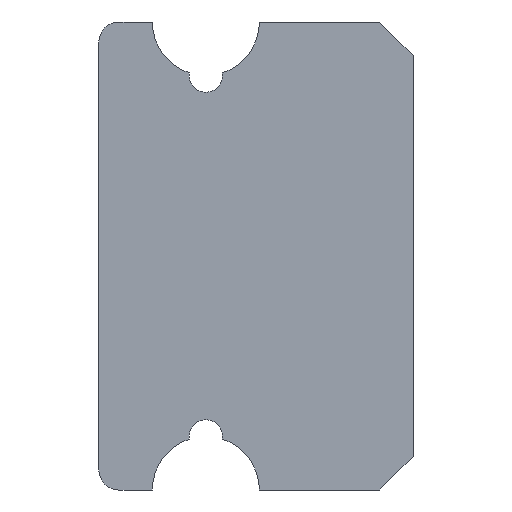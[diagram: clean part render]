
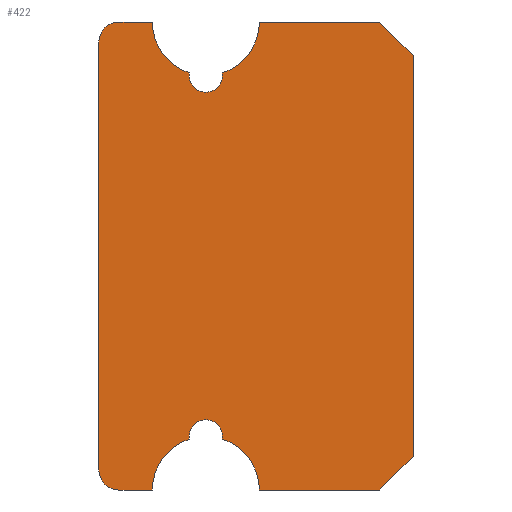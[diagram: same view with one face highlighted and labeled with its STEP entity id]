
A CAD part, left-side view. The second image highlights one B-rep face of the part: STEP entity #422.
In plain terms, the highlighted planar face has unit normal (-1, 0, 0).
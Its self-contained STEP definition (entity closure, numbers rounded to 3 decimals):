
#119 = CIRCLE ( 'NONE', #124, 0.25 ) ;
#120 = CARTESIAN_POINT ( 'NONE',  ( -50., 3.1, 2.45 ) ) ;
#121 = DIRECTION ( 'NONE',  ( 0., 0., 1. ) ) ;
#122 = DIRECTION ( 'NONE',  ( 1., 0., 0. ) ) ;
#123 = CARTESIAN_POINT ( 'NONE',  ( -50., 3.1, 2.7 ) ) ;
#124 = AXIS2_PLACEMENT_3D ( 'NONE', #123, #122, #121 ) ;
#125 = CARTESIAN_POINT ( 'NONE',  ( -50., 3.347, 2.739 ) ) ;
#349 = VERTEX_POINT ( 'NONE', #697 ) ;
#355 = VERTEX_POINT ( 'NONE', #691 ) ;
#358 = VERTEX_POINT ( 'NONE', #673 ) ;
#363 = EDGE_CURVE ( 'NONE', #358, #364, #686, .T. ) ;
#364 = VERTEX_POINT ( 'NONE', #653 ) ;
#377 = VERTEX_POINT ( 'NONE', #647 ) ;
#385 = VERTEX_POINT ( 'NONE', #749 ) ;
#386 = EDGE_CURVE ( 'NONE', #385, #355, #716, .T. ) ;
#389 = VERTEX_POINT ( 'NONE', #709 ) ;
#400 = EDGE_CURVE ( 'NONE', #404, #389, #752, .T. ) ;
#404 = VERTEX_POINT ( 'NONE', #742 ) ;
#405 = VERTEX_POINT ( 'NONE', #741 ) ;
#414 = EDGE_CURVE ( 'NONE', #355, #434, #774, .T. ) ;
#422 = ADVANCED_FACE ( 'NONE', ( #781 ), #793, .F. ) ;
#423 = ORIENTED_EDGE ( 'NONE', *, *, #1254, .F. ) ;
#424 = ORIENTED_EDGE ( 'NONE', *, *, #459, .T. ) ;
#430 = EDGE_CURVE ( 'NONE', #377, #431, #771, .T. ) ;
#431 = VERTEX_POINT ( 'NONE', #796 ) ;
#434 = VERTEX_POINT ( 'NONE', #783 ) ;
#436 = ORIENTED_EDGE ( 'NONE', *, *, #430, .T. ) ;
#438 = EDGE_CURVE ( 'NONE', #1247, #385, #775, .T. ) ;
#439 = EDGE_CURVE ( 'NONE', #434, #405, #842, .T. ) ;
#440 = ORIENTED_EDGE ( 'NONE', *, *, #441, .T. ) ;
#441 = EDGE_CURVE ( 'NONE', #1302, #560, #835, .T. ) ;
#443 = EDGE_CURVE ( 'NONE', #560, #1394, #863, .T. ) ;
#444 = ORIENTED_EDGE ( 'NONE', *, *, #1393, .T. ) ;
#447 = ORIENTED_EDGE ( 'NONE', *, *, #443, .T. ) ;
#450 = EDGE_LOOP ( 'NONE', ( #474, #466, #468, #436, #492, #424, #467, #458, #494, #495, #423, #440, #447, #444, #503, #505, #561 ) ) ;
#458 = ORIENTED_EDGE ( 'NONE', *, *, #414, .F. ) ;
#459 = EDGE_CURVE ( 'NONE', #490, #405, #844, .T. ) ;
#466 = ORIENTED_EDGE ( 'NONE', *, *, #483, .T. ) ;
#467 = ORIENTED_EDGE ( 'NONE', *, *, #439, .F. ) ;
#468 = ORIENTED_EDGE ( 'NONE', *, *, #1245, .F. ) ;
#474 = ORIENTED_EDGE ( 'NONE', *, *, #363, .F. ) ;
#483 = EDGE_CURVE ( 'NONE', #358, #349, #929, .T. ) ;
#490 = VERTEX_POINT ( 'NONE', #912 ) ;
#492 = ORIENTED_EDGE ( 'NONE', *, *, #493, .T. ) ;
#493 = EDGE_CURVE ( 'NONE', #431, #490, #911, .T. ) ;
#494 = ORIENTED_EDGE ( 'NONE', *, *, #386, .F. ) ;
#495 = ORIENTED_EDGE ( 'NONE', *, *, #438, .F. ) ;
#503 = ORIENTED_EDGE ( 'NONE', *, *, #504, .T. ) ;
#504 = EDGE_CURVE ( 'NONE', #1395, #389, #899, .T. ) ;
#505 = ORIENTED_EDGE ( 'NONE', *, *, #400, .F. ) ;
#560 = VERTEX_POINT ( 'NONE', #952 ) ;
#561 = ORIENTED_EDGE ( 'NONE', *, *, #562, .T. ) ;
#562 = EDGE_CURVE ( 'NONE', #404, #364, #950, .T. ) ;
#647 = CARTESIAN_POINT ( 'NONE',  ( -50., 3.9, -3.5 ) ) ;
#653 = CARTESIAN_POINT ( 'NONE',  ( -50., 4.7, 3.2 ) ) ;
#654 = DIRECTION ( 'NONE',  ( 0., 0., 1. ) ) ;
#655 = VECTOR ( 'NONE', #654, 1000. ) ;
#656 = CARTESIAN_POINT ( 'NONE',  ( -50., 4.7, -3.5 ) ) ;
#673 = CARTESIAN_POINT ( 'NONE',  ( -50., 4.7, -3.2 ) ) ;
#686 = LINE ( 'NONE', #656, #655 ) ;
#691 = CARTESIAN_POINT ( 'NONE',  ( -50., 0., -3. ) ) ;
#697 = CARTESIAN_POINT ( 'NONE',  ( -50., 4.4, -3.5 ) ) ;
#709 = CARTESIAN_POINT ( 'NONE',  ( -50., 3.9, 3.5 ) ) ;
#714 = VECTOR ( 'NONE', #759, 1000. ) ;
#715 = CARTESIAN_POINT ( 'NONE',  ( -50., 0., -3. ) ) ;
#716 = LINE ( 'NONE', #715, #714 ) ;
#721 = CARTESIAN_POINT ( 'NONE',  ( -50., 0., 3. ) ) ;
#732 = DIRECTION ( 'NONE',  ( 0., -1., 0. ) ) ;
#733 = VECTOR ( 'NONE', #732, 1000. ) ;
#734 = CARTESIAN_POINT ( 'NONE',  ( -50., 0.5, 3.5 ) ) ;
#741 = CARTESIAN_POINT ( 'NONE',  ( -50., 2.3, -3.5 ) ) ;
#742 = CARTESIAN_POINT ( 'NONE',  ( -50., 4.4, 3.5 ) ) ;
#749 = CARTESIAN_POINT ( 'NONE',  ( -50., 0., 3. ) ) ;
#752 = LINE ( 'NONE', #734, #733 ) ;
#759 = DIRECTION ( 'NONE',  ( 0., 0., -1. ) ) ;
#771 = CIRCLE ( 'NONE', #795, 0.8 ) ;
#774 = LINE ( 'NONE', #779, #777 ) ;
#775 = LINE ( 'NONE', #721, #850 ) ;
#777 = VECTOR ( 'NONE', #778, 1000. ) ;
#778 = DIRECTION ( 'NONE',  ( 0., 0.707, -0.707 ) ) ;
#779 = CARTESIAN_POINT ( 'NONE',  ( -50., 0., -3. ) ) ;
#781 = FACE_OUTER_BOUND ( 'NONE', #450, .T. ) ;
#783 = CARTESIAN_POINT ( 'NONE',  ( -50., 0.5, -3.5 ) ) ;
#790 = DIRECTION ( 'NONE',  ( 1., 0., 0. ) ) ;
#791 = CARTESIAN_POINT ( 'NONE',  ( -50., 0., 3.5 ) ) ;
#792 = AXIS2_PLACEMENT_3D ( 'NONE', #791, #790, #801 ) ;
#793 = PLANE ( 'NONE',  #792 ) ;
#794 = CARTESIAN_POINT ( 'NONE',  ( -50., 3.1, -3.5 ) ) ;
#795 = AXIS2_PLACEMENT_3D ( 'NONE', #794, #803, #802 ) ;
#796 = CARTESIAN_POINT ( 'NONE',  ( -50., 3.347, -2.739 ) ) ;
#801 = DIRECTION ( 'NONE',  ( 0., 0., -1. ) ) ;
#802 = DIRECTION ( 'NONE',  ( 0., 0., -1. ) ) ;
#803 = DIRECTION ( 'NONE',  ( 1., 0., 0. ) ) ;
#810 = DIRECTION ( 'NONE',  ( 0., 0., 1. ) ) ;
#811 = DIRECTION ( 'NONE',  ( 1., 0., 0. ) ) ;
#812 = AXIS2_PLACEMENT_3D ( 'NONE', #862, #811, #810 ) ;
#822 = DIRECTION ( 'NONE',  ( 0., 0., -1. ) ) ;
#823 = DIRECTION ( 'NONE',  ( 1., 0., 0. ) ) ;
#824 = AXIS2_PLACEMENT_3D ( 'NONE', #843, #823, #822 ) ;
#833 = CARTESIAN_POINT ( 'NONE',  ( -50., 3.1, 3.5 ) ) ;
#834 = AXIS2_PLACEMENT_3D ( 'NONE', #833, #849, #848 ) ;
#835 = CIRCLE ( 'NONE', #834, 0.8 ) ;
#837 = DIRECTION ( 'NONE',  ( 0., 1., 0. ) ) ;
#838 = VECTOR ( 'NONE', #837, 1000. ) ;
#839 = CARTESIAN_POINT ( 'NONE',  ( -50., 0.5, -3.5 ) ) ;
#842 = LINE ( 'NONE', #839, #838 ) ;
#843 = CARTESIAN_POINT ( 'NONE',  ( -50., 3.1, -3.5 ) ) ;
#844 = CIRCLE ( 'NONE', #824, 0.8 ) ;
#847 = DIRECTION ( 'NONE',  ( 0., -0.707, -0.707 ) ) ;
#848 = DIRECTION ( 'NONE',  ( 0., 0., 1. ) ) ;
#849 = DIRECTION ( 'NONE',  ( 1., 0., 0. ) ) ;
#850 = VECTOR ( 'NONE', #847, 1000. ) ;
#862 = CARTESIAN_POINT ( 'NONE',  ( -50., 3.1, 2.7 ) ) ;
#863 = CIRCLE ( 'NONE', #812, 0.25 ) ;
#866 = DIRECTION ( 'NONE',  ( 0., 0., -1. ) ) ;
#867 = DIRECTION ( 'NONE',  ( -1., 0., 0. ) ) ;
#868 = CARTESIAN_POINT ( 'NONE',  ( -50., 4.4, -3.2 ) ) ;
#869 = AXIS2_PLACEMENT_3D ( 'NONE', #868, #867, #866 ) ;
#897 = CARTESIAN_POINT ( 'NONE',  ( -50., 3.1, 3.5 ) ) ;
#898 = AXIS2_PLACEMENT_3D ( 'NONE', #897, #907, #906 ) ;
#899 = CIRCLE ( 'NONE', #898, 0.8 ) ;
#906 = DIRECTION ( 'NONE',  ( 0., 0., 1. ) ) ;
#907 = DIRECTION ( 'NONE',  ( 1., 0., 0. ) ) ;
#909 = CARTESIAN_POINT ( 'NONE',  ( -50., 3.1, -2.7 ) ) ;
#910 = AXIS2_PLACEMENT_3D ( 'NONE', #909, #920, #919 ) ;
#911 = CIRCLE ( 'NONE', #910, 0.25 ) ;
#912 = CARTESIAN_POINT ( 'NONE',  ( -50., 2.853, -2.739 ) ) ;
#919 = DIRECTION ( 'NONE',  ( 0., 0., -1. ) ) ;
#920 = DIRECTION ( 'NONE',  ( 1., 0., 0. ) ) ;
#929 = CIRCLE ( 'NONE', #869, 0.3 ) ;
#932 = DIRECTION ( 'NONE',  ( 0., 0., -1. ) ) ;
#933 = DIRECTION ( 'NONE',  ( -1., 0., 0. ) ) ;
#934 = AXIS2_PLACEMENT_3D ( 'NONE', #949, #933, #932 ) ;
#949 = CARTESIAN_POINT ( 'NONE',  ( -50., 4.4, 3.2 ) ) ;
#950 = CIRCLE ( 'NONE', #934, 0.3 ) ;
#952 = CARTESIAN_POINT ( 'NONE',  ( -50., 2.853, 2.739 ) ) ;
#1122 = CARTESIAN_POINT ( 'NONE',  ( -50., 0.5, 3.5 ) ) ;
#1123 = DIRECTION ( 'NONE',  ( 0., 1., 0. ) ) ;
#1124 = VECTOR ( 'NONE', #1123, 1000. ) ;
#1125 = CARTESIAN_POINT ( 'NONE',  ( -50., 0.5, -3.5 ) ) ;
#1154 = DIRECTION ( 'NONE',  ( 0., -1., 0. ) ) ;
#1155 = VECTOR ( 'NONE', #1154, 1000. ) ;
#1159 = LINE ( 'NONE', #1125, #1124 ) ;
#1160 = CARTESIAN_POINT ( 'NONE',  ( -50., 0.5, 3.5 ) ) ;
#1161 = LINE ( 'NONE', #1160, #1155 ) ;
#1220 = CARTESIAN_POINT ( 'NONE',  ( -50., 2.3, 3.5 ) ) ;
#1245 = EDGE_CURVE ( 'NONE', #377, #349, #1159, .T. ) ;
#1247 = VERTEX_POINT ( 'NONE', #1122 ) ;
#1254 = EDGE_CURVE ( 'NONE', #1302, #1247, #1161, .T. ) ;
#1302 = VERTEX_POINT ( 'NONE', #1220 ) ;
#1393 = EDGE_CURVE ( 'NONE', #1394, #1395, #119, .T. ) ;
#1394 = VERTEX_POINT ( 'NONE', #120 ) ;
#1395 = VERTEX_POINT ( 'NONE', #125 ) ;
